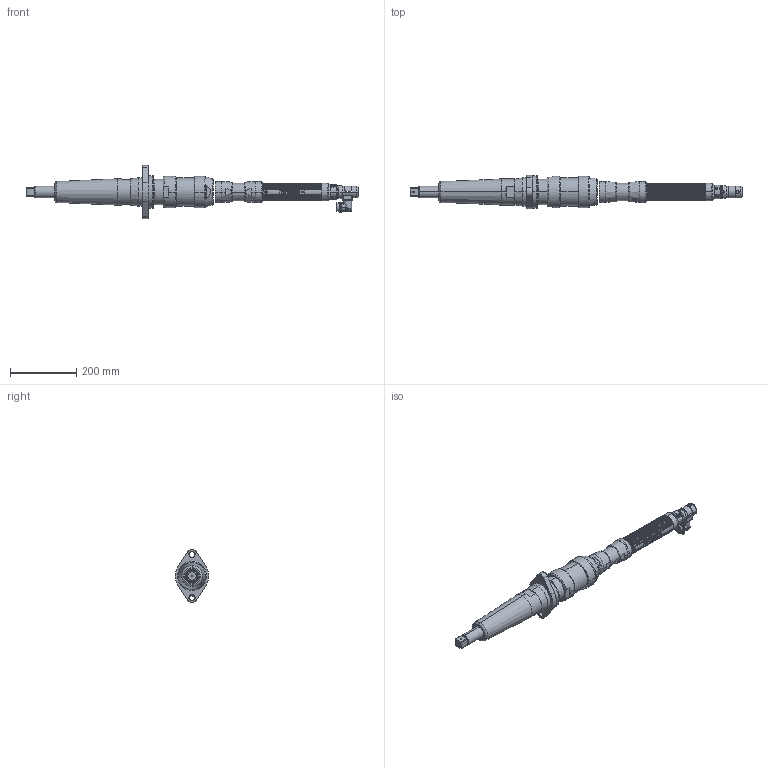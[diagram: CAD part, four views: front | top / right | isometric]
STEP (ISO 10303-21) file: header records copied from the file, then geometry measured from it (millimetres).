
FILE_DESCRIPTION((''),'2;1');
FILE_NAME('EB55MB5F2-2000R','2018-02-23T',('CEG0317'),(''),'PRO/ENGINEER BY PARAMETRIC TECHNOLOGY CORPORATION, 2010430','PRO/ENGINEER BY PARAMETRIC TECHNOLOGY CORPORATION, 2010430','');
FILE_SCHEMA(('CONFIG_CONTROL_DESIGN'));
Length unit declared in the file: inch
Products named in the file (1): EB55MB5F2-2000R
Bounding box: 1002.47 x 101.25 x 160.35 mm (x, y, z)
Surface area: 262288.4 mm2 (no closed solid volume)
Topology: 0 solids, 84 shells, 1091 faces, 3940 edges, 2893 vertices
Faces by surface type: plane 760, cylinder 235, cone 40, torus 30, bspline 14, extrusion 12
Entity records: 50080 total; most frequent: CARTESIAN_POINT 18400, DIRECTION 6062, ORIENTED_EDGE 5746, EDGE_CURVE 3940, VERTEX_POINT 2893, VECTOR 2826, LINE 2814, AXIS2_PLACEMENT_3D 1618
